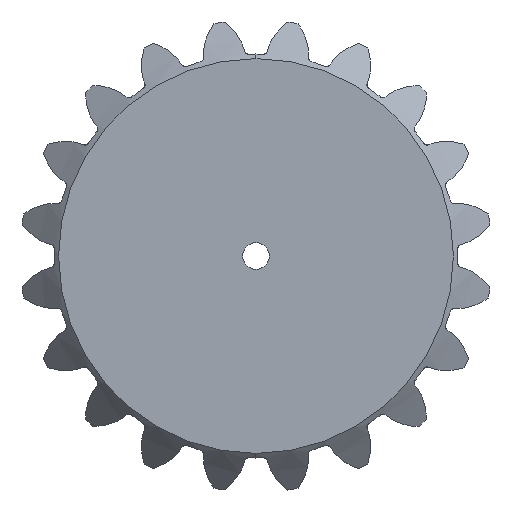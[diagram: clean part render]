
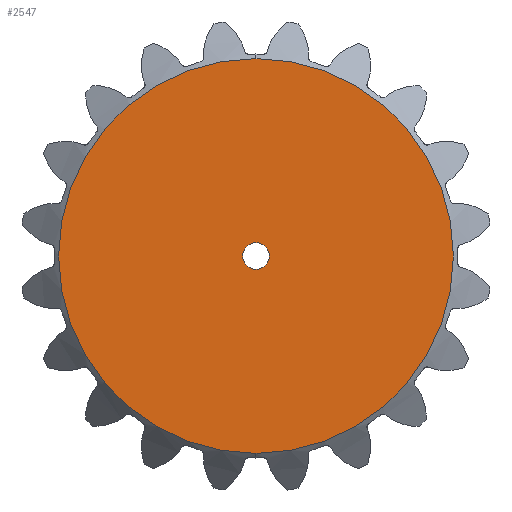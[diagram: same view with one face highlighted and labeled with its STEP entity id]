
A CAD part, left-side view. The second image highlights one B-rep face of the part: STEP entity #2547.
In plain terms, the highlighted planar face has unit normal (-1, 0, 0).
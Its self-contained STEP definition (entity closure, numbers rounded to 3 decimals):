
#13 = CARTESIAN_POINT ( 'NONE',  ( 0., 0., -8.949 ) ) ;
#42 = CARTESIAN_POINT ( 'NONE',  ( 0., 0., 0. ) ) ;
#84 = DIRECTION ( 'NONE',  ( -1., 0., 0. ) ) ;
#155 = PLANE ( 'NONE',  #4544 ) ;
#450 = DIRECTION ( 'NONE',  ( 0., 0., 1. ) ) ;
#466 = VERTEX_POINT ( 'NONE', #2672 ) ;
#595 = CIRCLE ( 'NONE', #1500, 8.949 ) ;
#599 = DIRECTION ( 'NONE',  ( 1., 0., 0. ) ) ;
#641 = DIRECTION ( 'NONE',  ( 0., 0., 1. ) ) ;
#692 = AXIS2_PLACEMENT_3D ( 'NONE', #42, #2527, #4790 ) ;
#887 = CARTESIAN_POINT ( 'NONE',  ( 0., 0., 8.949 ) ) ;
#1353 = DIRECTION ( 'NONE',  ( -1., 0., 0. ) ) ;
#1450 = CIRCLE ( 'NONE', #4103, 0.6 ) ;
#1487 = EDGE_CURVE ( 'NONE', #3047, #466, #4738, .T. ) ;
#1500 = AXIS2_PLACEMENT_3D ( 'NONE', #6017, #1353, #450 ) ;
#1523 = DIRECTION ( 'NONE',  ( -1., 0., 0. ) ) ;
#1533 = ORIENTED_EDGE ( 'NONE', *, *, #2965, .T. ) ;
#1569 = CARTESIAN_POINT ( 'NONE',  ( 0., 0., 0. ) ) ;
#2334 = VERTEX_POINT ( 'NONE', #13 ) ;
#2374 = EDGE_LOOP ( 'NONE', ( #2519, #1533 ) ) ;
#2457 = ORIENTED_EDGE ( 'NONE', *, *, #1487, .T. ) ;
#2519 = ORIENTED_EDGE ( 'NONE', *, *, #2811, .T. ) ;
#2527 = DIRECTION ( 'NONE',  ( 1., 0., 0. ) ) ;
#2545 = FACE_OUTER_BOUND ( 'NONE', #2374, .T. ) ;
#2547 = ADVANCED_FACE ( 'NONE', ( #2545, #5367 ), #155, .T. ) ;
#2672 = CARTESIAN_POINT ( 'NONE',  ( 0., 0., 0.6 ) ) ;
#2801 = CARTESIAN_POINT ( 'NONE',  ( 0., 0., -0.6 ) ) ;
#2811 = EDGE_CURVE ( 'NONE', #2334, #4478, #595, .T. ) ;
#2965 = EDGE_CURVE ( 'NONE', #4478, #2334, #5121, .T. ) ;
#3041 = CARTESIAN_POINT ( 'NONE',  ( 0., 0., 0. ) ) ;
#3047 = VERTEX_POINT ( 'NONE', #2801 ) ;
#3180 = AXIS2_PLACEMENT_3D ( 'NONE', #3884, #84, #5735 ) ;
#3884 = CARTESIAN_POINT ( 'NONE',  ( 0., 0., 0. ) ) ;
#3971 = DIRECTION ( 'NONE',  ( 0., 0., 1. ) ) ;
#4038 = ORIENTED_EDGE ( 'NONE', *, *, #4677, .T. ) ;
#4103 = AXIS2_PLACEMENT_3D ( 'NONE', #1569, #599, #3971 ) ;
#4478 = VERTEX_POINT ( 'NONE', #887 ) ;
#4544 = AXIS2_PLACEMENT_3D ( 'NONE', #3041, #1523, #641 ) ;
#4677 = EDGE_CURVE ( 'NONE', #466, #3047, #1450, .T. ) ;
#4738 = CIRCLE ( 'NONE', #692, 0.6 ) ;
#4790 = DIRECTION ( 'NONE',  ( 0., 0., 1. ) ) ;
#5121 = CIRCLE ( 'NONE', #3180, 8.949 ) ;
#5367 = FACE_BOUND ( 'NONE', #5492, .T. ) ;
#5492 = EDGE_LOOP ( 'NONE', ( #2457, #4038 ) ) ;
#5735 = DIRECTION ( 'NONE',  ( 0., 0., 1. ) ) ;
#6017 = CARTESIAN_POINT ( 'NONE',  ( 0., 0., 0. ) ) ;
